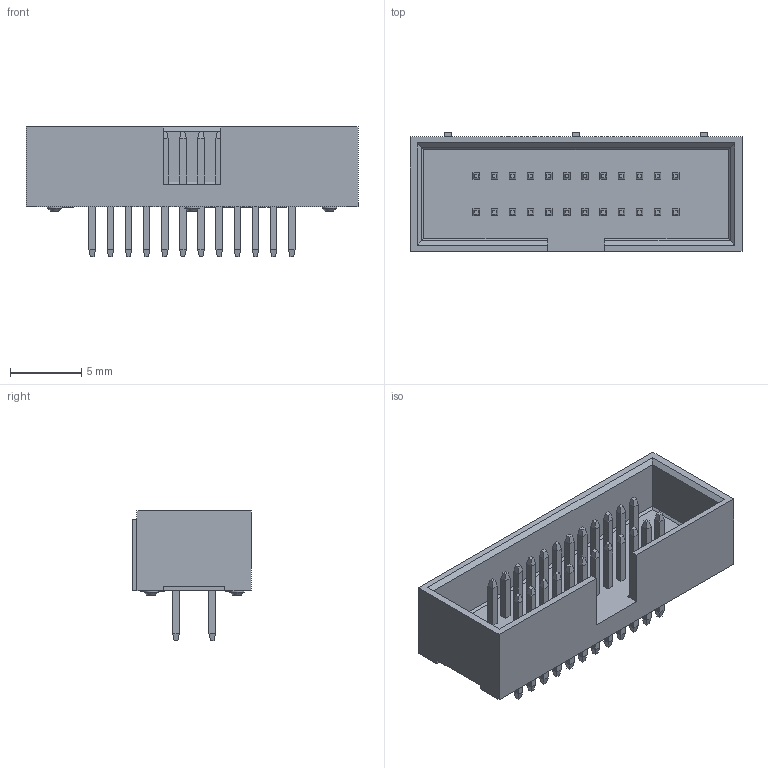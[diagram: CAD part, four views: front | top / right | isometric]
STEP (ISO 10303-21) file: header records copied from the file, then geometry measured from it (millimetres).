
FILE_DESCRIPTION( ('This file contains a STEP AP42 implementation' ,'as created by ZW3D STEP Interface translator.') ,'2;1' );
FILE_NAME( '3140-XXSXXBK00T1.stp' ,'231122.141756', (''), ('ZWCAD Software Co.'), 'Version 1.0', 'ZW3D to STEP translator', '' );
FILE_SCHEMA(('AUTOMOTIVE_DESIGN { 1 0 10303 214 1 1 1 1 }'));
Length unit declared in the file: millimetre
Products named in the file (2): 0; 3140-24SXXBK00T1
Bounding box: 23.24 x 8.3 x 9.1 mm (x, y, z)
Volume: 489.2 mm3; surface area: 1241.5 mm2
Topology: 1 solids, 1 shells, 594 faces, 1408 edges, 870 vertices
Faces by surface type: plane 582, cylinder 6, cone 6
Full cylindrical faces by diameter (mm): 1 x6
Entity records: 17106 total; most frequent: CARTESIAN_POINT 2873, ORIENTED_EDGE 2816, DIRECTION 2616, EDGE_CURVE 1408, VECTOR 1390, LINE 1390, VERTEX_POINT 870, EDGE_LOOP 648
